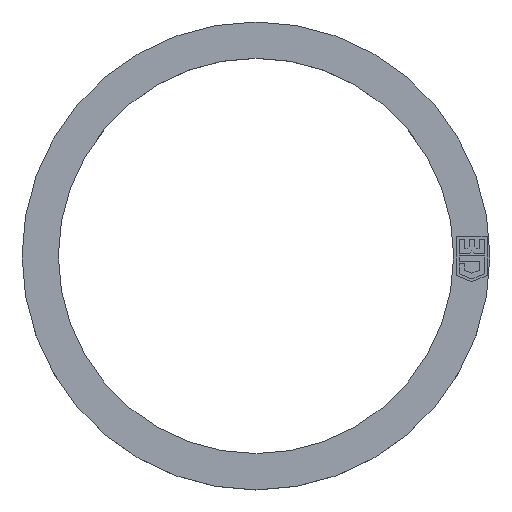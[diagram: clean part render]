
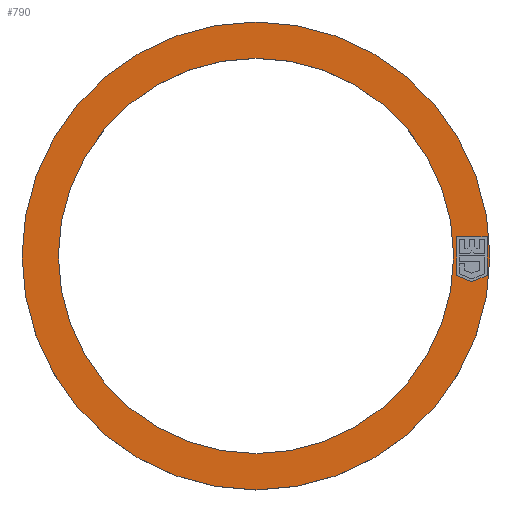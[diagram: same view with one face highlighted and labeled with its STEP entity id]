
A CAD part, top view. The second image highlights one B-rep face of the part: STEP entity #790.
In plain terms, the highlighted planar face has unit normal (0, 0, 1).
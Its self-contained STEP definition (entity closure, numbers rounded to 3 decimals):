
#20=CIRCLE('',#834,16.75);
#21=CIRCLE('',#835,14.15);
#26=FACE_BOUND('',#112,.T.);
#27=FACE_BOUND('',#113,.T.);
#68=FACE_OUTER_BOUND('',#111,.T.);
#111=EDGE_LOOP('',(#701));
#112=EDGE_LOOP('',(#702,#703,#704,#705,#706));
#113=EDGE_LOOP('',(#707));
#203=LINE('',#1205,#305);
#208=LINE('',#1214,#310);
#214=LINE('',#1226,#316);
#215=LINE('',#1229,#317);
#217=LINE('',#1232,#319);
#305=VECTOR('',#972,1.185);
#310=VECTOR('',#981,2.19);
#316=VECTOR('',#997,2.786);
#317=VECTOR('',#1000,2.786);
#319=VECTOR('',#1004,1.185);
#385=VERTEX_POINT('',#1203);
#386=VERTEX_POINT('',#1204);
#387=VERTEX_POINT('',#1212);
#388=VERTEX_POINT('',#1213);
#390=VERTEX_POINT('',#1228);
#392=VERTEX_POINT('',#1244);
#393=VERTEX_POINT('',#1246);
#479=EDGE_CURVE('',#385,#386,#203,.T.);
#484=EDGE_CURVE('',#387,#388,#208,.T.);
#490=EDGE_CURVE('',#386,#387,#214,.T.);
#491=EDGE_CURVE('',#388,#390,#215,.T.);
#493=EDGE_CURVE('',#390,#385,#217,.T.);
#498=EDGE_CURVE('',#392,#392,#20,.T.);
#499=EDGE_CURVE('',#393,#393,#21,.T.);
#701=ORIENTED_EDGE('',*,*,#498,.T.);
#702=ORIENTED_EDGE('',*,*,#493,.T.);
#703=ORIENTED_EDGE('',*,*,#479,.T.);
#704=ORIENTED_EDGE('',*,*,#490,.T.);
#705=ORIENTED_EDGE('',*,*,#484,.T.);
#706=ORIENTED_EDGE('',*,*,#491,.T.);
#707=ORIENTED_EDGE('',*,*,#499,.F.);
#751=PLANE('',#833);
#790=ADVANCED_FACE('',(#68,#26,#27),#751,.T.);
#833=AXIS2_PLACEMENT_3D('',#1243,#1019,#1020);
#834=AXIS2_PLACEMENT_3D('',#1245,#1021,#1022);
#835=AXIS2_PLACEMENT_3D('',#1247,#1023,#1024);
#972=DIRECTION('',(-0.924,0.383,0.));
#981=DIRECTION('',(1.,0.,0.));
#997=DIRECTION('',(0.,1.,0.));
#1000=DIRECTION('',(0.,-1.,0.));
#1004=DIRECTION('',(-0.924,-0.383,0.));
#1019=DIRECTION('center_axis',(0.,0.,1.));
#1020=DIRECTION('ref_axis',(1.,0.,0.));
#1021=DIRECTION('center_axis',(0.,0.,1.));
#1022=DIRECTION('ref_axis',(1.,0.,0.));
#1023=DIRECTION('center_axis',(0.,0.,1.));
#1024=DIRECTION('ref_axis',(1.,0.,0.));
#1203=CARTESIAN_POINT('',(15.45,-1.847,3.));
#1204=CARTESIAN_POINT('',(14.355,-1.393,3.));
#1205=CARTESIAN_POINT('',(15.45,-1.847,3.));
#1212=CARTESIAN_POINT('',(14.355,1.393,3.));
#1213=CARTESIAN_POINT('',(16.545,1.393,3.));
#1214=CARTESIAN_POINT('',(14.355,1.393,3.));
#1226=CARTESIAN_POINT('',(14.355,-1.393,3.));
#1228=CARTESIAN_POINT('',(16.545,-1.393,3.));
#1229=CARTESIAN_POINT('',(16.545,1.393,3.));
#1232=CARTESIAN_POINT('',(15.45,-1.847,3.));
#1243=CARTESIAN_POINT('Origin',(0.,0.,3.));
#1244=CARTESIAN_POINT('',(-16.75,0.,3.));
#1245=CARTESIAN_POINT('Origin',(0.,0.,3.));
#1246=CARTESIAN_POINT('',(-14.15,0.,3.));
#1247=CARTESIAN_POINT('Origin',(0.,0.,3.));
